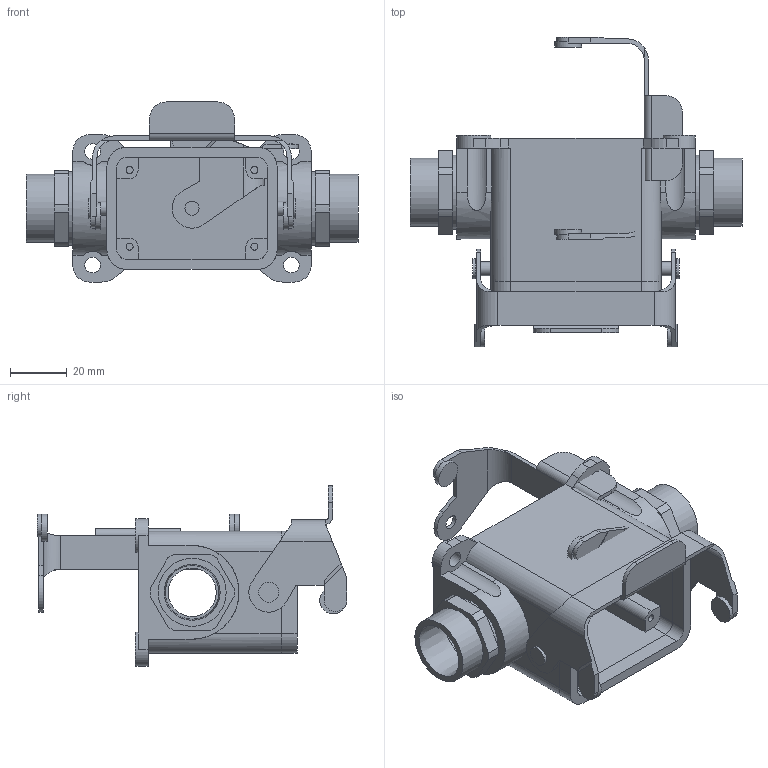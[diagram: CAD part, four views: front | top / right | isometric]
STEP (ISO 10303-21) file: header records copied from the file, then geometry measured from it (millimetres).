
FILE_DESCRIPTION( ( 'Unknown' ), '1' );
FILE_NAME( 'H_B_6_SGRL_NPT_12_ASM.stp', 'Unknown', ( 'Unknown' ), ( 'Unknown' ), 'PSStep 11.0', 'Unknown', ' ' );
FILE_SCHEMA( ( 'AUTOMOTIVE_DESIGN { 1 0 10303 214 1 1 1 1 }' ) );
Length unit declared in the file: millimetre
Products named in the file (3): Assem1; H_B_6_LB_C; H_B_6_SGRL_NPT_12
Bounding box: 117 x 109.1 x 63.5 mm (x, y, z)
Volume: 169987.5 mm3; surface area: 82667.3 mm2
Topology: 4 solids, 4 shells, 408 faces, 1068 edges, 704 vertices
Faces by surface type: plane 240, cylinder 164, cone 4
Full cylindrical faces by diameter (mm): 2.459 x8, 4.9 x4, 5 x4, 5.5 x8, 7 x4, 9.5 x4, 12 x8, 17 x4, 18.923 x4, 24 x4, 26 x4
Entity records: 7926 total; most frequent: CARTESIAN_POINT 1267, DIRECTION 1052, ORIENTED_EDGE 980, EDGE_CURVE 490, AXIS2_PLACEMENT_3D 371, VERTEX_POINT 338, LINE 310, VECTOR 310
